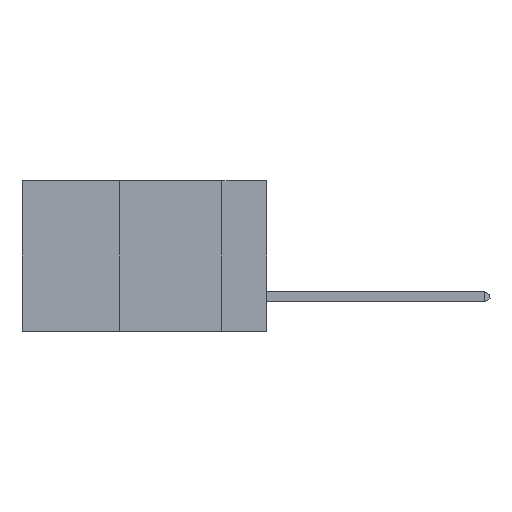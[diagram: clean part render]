
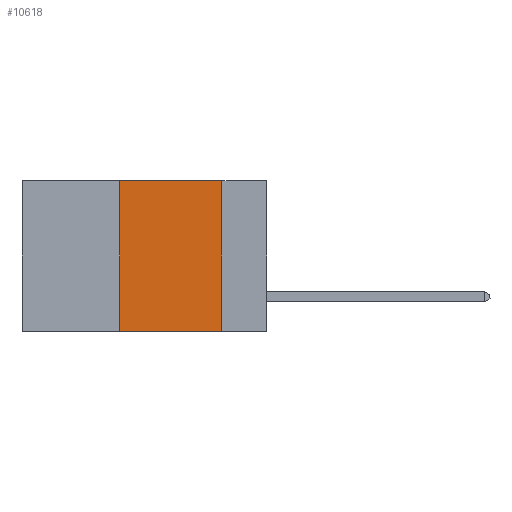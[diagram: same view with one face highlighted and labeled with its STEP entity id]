
A CAD part, left-side view. The second image highlights one B-rep face of the part: STEP entity #10618.
In plain terms, the highlighted planar face has unit normal (-1, 0, 0).
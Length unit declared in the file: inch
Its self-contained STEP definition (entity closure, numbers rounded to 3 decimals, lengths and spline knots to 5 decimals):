
#2296 = LINE ( 'NONE', #23326, #21289 ) ;
#2683 = EDGE_CURVE ( 'NONE', #22550, #23670, #23296, .T. ) ;
#3508 = CARTESIAN_POINT ( 'NONE',  ( 0., 0.6, 0. ) ) ;
#4089 = ORIENTED_EDGE ( 'NONE', *, *, #2683, .F. ) ;
#4114 = ORIENTED_EDGE ( 'NONE', *, *, #10703, .F. ) ;
#4293 = ORIENTED_EDGE ( 'NONE', *, *, #7526, .F. ) ;
#4433 = ORIENTED_EDGE ( 'NONE', *, *, #9096, .T. ) ;
#5033 = PLANE ( 'NONE',  #6251 ) ;
#5112 = CARTESIAN_POINT ( 'NONE',  ( 0., 0.6, 0. ) ) ;
#5360 = DIRECTION ( 'NONE',  ( 0., -1., 0. ) ) ;
#5441 = FACE_OUTER_BOUND ( 'NONE', #14595, .T. ) ;
#5794 = VECTOR ( 'NONE', #19171, 39.37008 ) ;
#6251 = AXIS2_PLACEMENT_3D ( 'NONE', #5112, #6985, #19821 ) ;
#6306 = DIRECTION ( 'NONE',  ( 0., 0., -1. ) ) ;
#6365 = CARTESIAN_POINT ( 'NONE',  ( 0., 0.11, 0. ) ) ;
#6985 = DIRECTION ( 'NONE',  ( 1., 0., 0. ) ) ;
#7526 = EDGE_CURVE ( 'NONE', #19206, #12102, #2296, .T. ) ;
#8187 = CARTESIAN_POINT ( 'NONE',  ( 0., 0.6, -0.37 ) ) ;
#8619 = CARTESIAN_POINT ( 'NONE',  ( 0., 0.11, 0. ) ) ;
#9096 = EDGE_CURVE ( 'NONE', #19206, #23670, #10163, .T. ) ;
#9366 = VECTOR ( 'NONE', #6306, 39.37008 ) ;
#10163 = LINE ( 'NONE', #8187, #5794 ) ;
#10618 = ADVANCED_FACE ( 'NONE', ( #5441 ), #5033, .F. ) ;
#10703 = EDGE_CURVE ( 'NONE', #12102, #22550, #18397, .T. ) ;
#12102 = VERTEX_POINT ( 'NONE', #12444 ) ;
#12444 = CARTESIAN_POINT ( 'NONE',  ( 0., 0.36, 0. ) ) ;
#12553 = DIRECTION ( 'NONE',  ( 0., 0., 1. ) ) ;
#14595 = EDGE_LOOP ( 'NONE', ( #4089, #4114, #4293, #4433 ) ) ;
#17528 = CARTESIAN_POINT ( 'NONE',  ( 0., 0.11, -0.37 ) ) ;
#18397 = LINE ( 'NONE', #3508, #22031 ) ;
#19171 = DIRECTION ( 'NONE',  ( 0., -1., 0. ) ) ;
#19206 = VERTEX_POINT ( 'NONE', #23436 ) ;
#19821 = DIRECTION ( 'NONE',  ( 0., 0., -1. ) ) ;
#21289 = VECTOR ( 'NONE', #12553, 39.37008 ) ;
#22031 = VECTOR ( 'NONE', #5360, 39.37008 ) ;
#22550 = VERTEX_POINT ( 'NONE', #8619 ) ;
#23296 = LINE ( 'NONE', #6365, #9366 ) ;
#23326 = CARTESIAN_POINT ( 'NONE',  ( 0., 0.36, 0. ) ) ;
#23436 = CARTESIAN_POINT ( 'NONE',  ( 0., 0.36, -0.37 ) ) ;
#23670 = VERTEX_POINT ( 'NONE', #17528 ) ;
